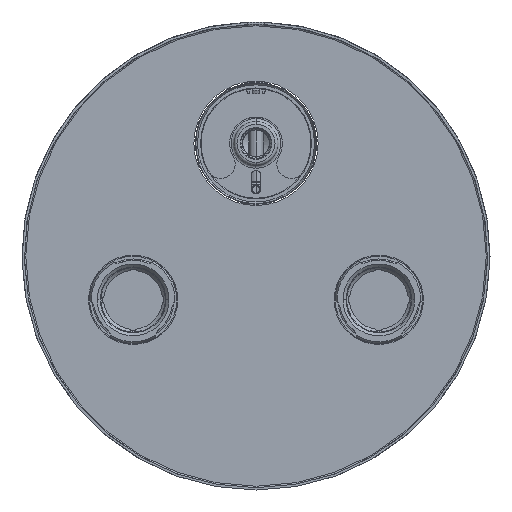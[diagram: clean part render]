
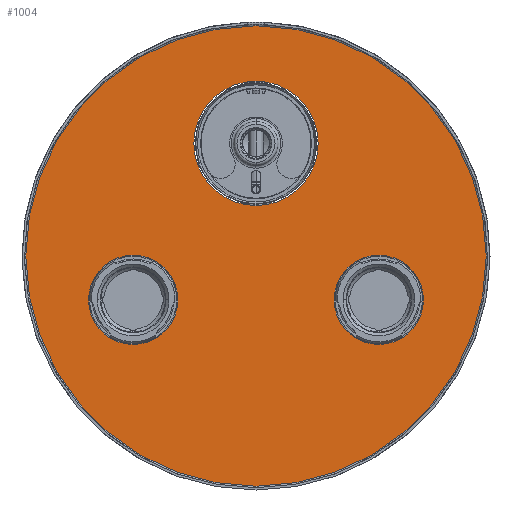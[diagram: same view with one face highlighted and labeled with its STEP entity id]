
A CAD part, front view. The second image highlights one B-rep face of the part: STEP entity #1004.
In plain terms, the highlighted planar face has unit normal (0, -1, 0).
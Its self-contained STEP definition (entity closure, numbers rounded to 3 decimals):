
#645=CARTESIAN_POINT('',(0.,6.2,0.));
#646=DIRECTION('',(0.,-1.,0.));
#647=DIRECTION('',(1.,0.,0.));
#648=AXIS2_PLACEMENT_3D('',#645,#646,#647);
#650=CARTESIAN_POINT('',(0.,6.2,0.));
#651=DIRECTION('',(0.,-1.,0.));
#652=DIRECTION('',(-1.,0.,0.));
#653=AXIS2_PLACEMENT_3D('',#650,#651,#652);
#655=CARTESIAN_POINT('',(38.5,6.2,0.));
#656=DIRECTION('',(0.,-1.,0.));
#657=DIRECTION('',(1.,0.,0.));
#658=AXIS2_PLACEMENT_3D('',#655,#656,#657);
#660=CARTESIAN_POINT('',(38.5,6.2,0.));
#661=DIRECTION('',(0.,-1.,0.));
#662=DIRECTION('',(-1.,0.,0.));
#663=AXIS2_PLACEMENT_3D('',#660,#661,#662);
#665=CARTESIAN_POINT('',(-15.,6.2,42.));
#666=DIRECTION('',(0.,1.,0.));
#667=DIRECTION('',(-1.,0.,0.));
#668=AXIS2_PLACEMENT_3D('',#665,#666,#667);
#670=CARTESIAN_POINT('',(-15.,6.2,42.));
#671=DIRECTION('',(0.,1.,0.));
#672=DIRECTION('',(1.,0.,0.));
#673=AXIS2_PLACEMENT_3D('',#670,#671,#672);
#675=CARTESIAN_POINT('',(-15.,6.2,-42.));
#676=DIRECTION('',(0.,1.,0.));
#677=DIRECTION('',(-1.,0.,0.));
#678=AXIS2_PLACEMENT_3D('',#675,#676,#677);
#680=CARTESIAN_POINT('',(-15.,6.2,-42.));
#681=DIRECTION('',(0.,1.,0.));
#682=DIRECTION('',(1.,0.,0.));
#683=AXIS2_PLACEMENT_3D('',#680,#681,#682);
#723=CARTESIAN_POINT('',(78.7,6.2,0.));
#724=CARTESIAN_POINT('',(-78.7,6.2,0.));
#725=VERTEX_POINT('',#723);
#726=VERTEX_POINT('',#724);
#733=CARTESIAN_POINT('',(59.75,6.2,0.));
#734=CARTESIAN_POINT('',(17.25,6.2,0.));
#735=VERTEX_POINT('',#733);
#736=VERTEX_POINT('',#734);
#741=CARTESIAN_POINT('',(-30.25,6.2,42.));
#742=CARTESIAN_POINT('',(0.25,6.2,42.));
#743=VERTEX_POINT('',#741);
#744=VERTEX_POINT('',#742);
#749=CARTESIAN_POINT('',(-30.25,6.2,-42.));
#750=CARTESIAN_POINT('',(0.25,6.2,-42.));
#751=VERTEX_POINT('',#749);
#752=VERTEX_POINT('',#750);
#977=CARTESIAN_POINT('',(0.,6.2,0.));
#978=DIRECTION('',(0.,-1.,0.));
#979=DIRECTION('',(-1.,0.,0.));
#980=AXIS2_PLACEMENT_3D('',#977,#978,#979);
#981=PLANE('',#980);
#982=ORIENTED_EDGE('',*,*,#957,.F.);
#983=ORIENTED_EDGE('',*,*,#971,.F.);
#984=EDGE_LOOP('',(#982,#983));
#985=FACE_OUTER_BOUND('',#984,.F.);
#987=ORIENTED_EDGE('',*,*,#986,.T.);
#989=ORIENTED_EDGE('',*,*,#988,.T.);
#990=EDGE_LOOP('',(#987,#989));
#991=FACE_BOUND('',#990,.F.);
#993=ORIENTED_EDGE('',*,*,#992,.F.);
#995=ORIENTED_EDGE('',*,*,#994,.F.);
#996=EDGE_LOOP('',(#993,#995));
#997=FACE_BOUND('',#996,.F.);
#999=ORIENTED_EDGE('',*,*,#998,.F.);
#1001=ORIENTED_EDGE('',*,*,#1000,.F.);
#1002=EDGE_LOOP('',(#999,#1001));
#1003=FACE_BOUND('',#1002,.F.);
#1004=ADVANCED_FACE('',(#985,#991,#997,#1003),#981,.T.);
#649=CIRCLE('',#648,78.7);
#654=CIRCLE('',#653,78.7);
#659=CIRCLE('',#658,21.25);
#664=CIRCLE('',#663,21.25);
#669=CIRCLE('',#668,15.25);
#674=CIRCLE('',#673,15.25);
#679=CIRCLE('',#678,15.25);
#684=CIRCLE('',#683,15.25);
#957=EDGE_CURVE('',#725,#726,#649,.T.);
#971=EDGE_CURVE('',#726,#725,#654,.T.);
#986=EDGE_CURVE('',#735,#736,#659,.T.);
#988=EDGE_CURVE('',#736,#735,#664,.T.);
#992=EDGE_CURVE('',#743,#744,#669,.T.);
#994=EDGE_CURVE('',#744,#743,#674,.T.);
#998=EDGE_CURVE('',#751,#752,#679,.T.);
#1000=EDGE_CURVE('',#752,#751,#684,.T.);
